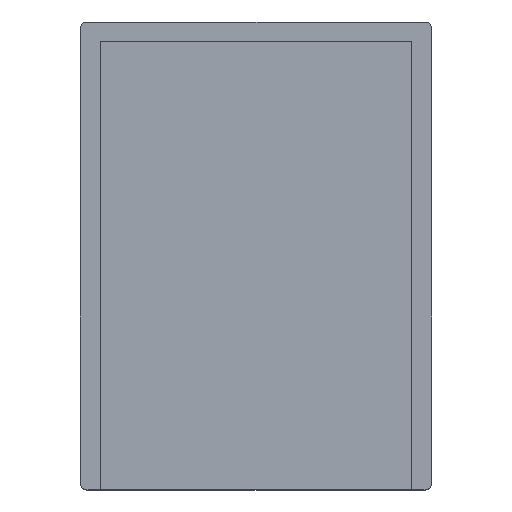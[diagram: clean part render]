
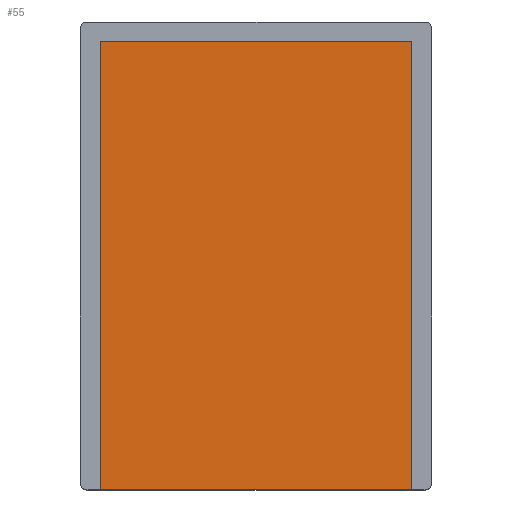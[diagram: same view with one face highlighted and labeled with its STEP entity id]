
A CAD part, top view. The second image highlights one B-rep face of the part: STEP entity #55.
In plain terms, the highlighted planar face has unit normal (0, 0, 1).
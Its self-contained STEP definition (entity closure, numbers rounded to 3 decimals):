
#1 = ORIENTED_EDGE ( 'NONE', *, *, #154, .T. ) ;
#32 = CARTESIAN_POINT ( 'NONE',  ( 1.5, 0., -6.5 ) ) ;
#53 = ORIENTED_EDGE ( 'NONE', *, *, #305, .T. ) ;
#55 = ADVANCED_FACE ( 'NONE', ( #236 ), #274, .F. ) ;
#58 = ORIENTED_EDGE ( 'NONE', *, *, #491, .T. ) ;
#61 = DIRECTION ( 'NONE',  ( 0., 0., -1. ) ) ;
#66 = VECTOR ( 'NONE', #89, 1000. ) ;
#89 = DIRECTION ( 'NONE',  ( 0., -1., 0. ) ) ;
#145 = CARTESIAN_POINT ( 'NONE',  ( 25.15, 0., -6.5 ) ) ;
#154 = EDGE_CURVE ( 'NONE', #475, #184, #162, .T. ) ;
#162 = LINE ( 'NONE', #410, #351 ) ;
#163 = CARTESIAN_POINT ( 'NONE',  ( 25.15, 34., -6.5 ) ) ;
#171 = ORIENTED_EDGE ( 'NONE', *, *, #290, .T. ) ;
#184 = VERTEX_POINT ( 'NONE', #163 ) ;
#194 = LINE ( 'NONE', #298, #316 ) ;
#208 = DIRECTION ( 'NONE',  ( 0., 1., 0. ) ) ;
#217 = VERTEX_POINT ( 'NONE', #358 ) ;
#236 = FACE_OUTER_BOUND ( 'NONE', #296, .T. ) ;
#274 = PLANE ( 'NONE',  #355 ) ;
#290 = EDGE_CURVE ( 'NONE', #343, #475, #194, .T. ) ;
#296 = EDGE_LOOP ( 'NONE', ( #1, #58, #53, #171 ) ) ;
#298 = CARTESIAN_POINT ( 'NONE',  ( 25.15, 0., -6.5 ) ) ;
#300 = DIRECTION ( 'NONE',  ( 1., 0., 0. ) ) ;
#305 = EDGE_CURVE ( 'NONE', #217, #343, #522, .T. ) ;
#314 = DIRECTION ( 'NONE',  ( -1., 0., 0. ) ) ;
#316 = VECTOR ( 'NONE', #300, 1000. ) ;
#342 = VECTOR ( 'NONE', #391, 1000. ) ;
#343 = VERTEX_POINT ( 'NONE', #32 ) ;
#351 = VECTOR ( 'NONE', #208, 1000. ) ;
#355 = AXIS2_PLACEMENT_3D ( 'NONE', #436, #61, #314 ) ;
#358 = CARTESIAN_POINT ( 'NONE',  ( 1.5, 34., -6.5 ) ) ;
#377 = CARTESIAN_POINT ( 'NONE',  ( 1.5, 0., -6.5 ) ) ;
#391 = DIRECTION ( 'NONE',  ( -1., 0., 0. ) ) ;
#410 = CARTESIAN_POINT ( 'NONE',  ( 25.15, 22., -6.5 ) ) ;
#434 = CARTESIAN_POINT ( 'NONE',  ( 1.5, 34., -6.5 ) ) ;
#436 = CARTESIAN_POINT ( 'NONE',  ( 0., 0., -6.5 ) ) ;
#437 = LINE ( 'NONE', #434, #342 ) ;
#475 = VERTEX_POINT ( 'NONE', #145 ) ;
#491 = EDGE_CURVE ( 'NONE', #184, #217, #437, .T. ) ;
#522 = LINE ( 'NONE', #377, #66 ) ;
